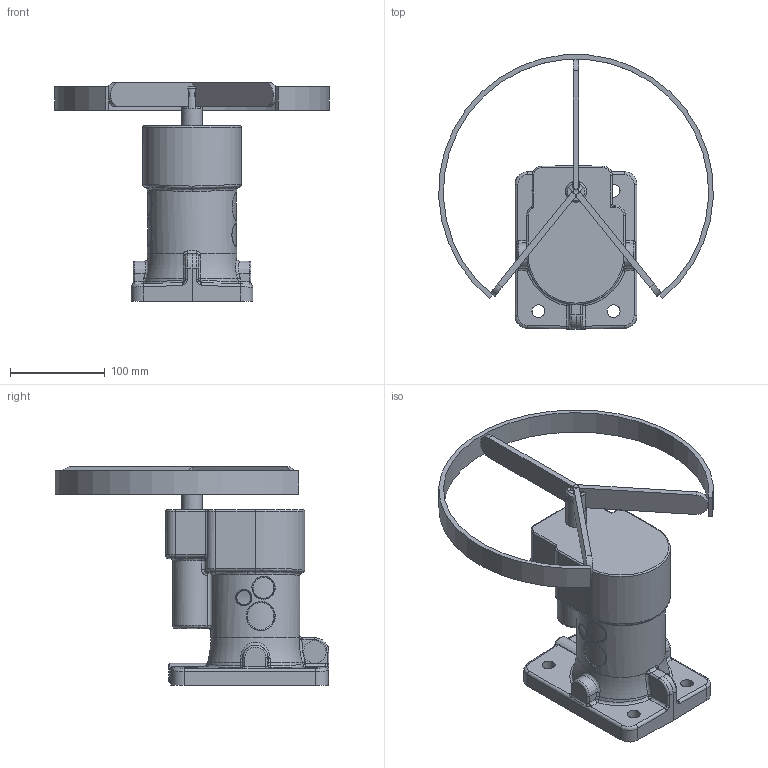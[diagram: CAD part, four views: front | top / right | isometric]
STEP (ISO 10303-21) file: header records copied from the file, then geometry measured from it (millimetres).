
FILE_DESCRIPTION(/* description */ (''),/* implementation_level */ '2;1');
FILE_NAME(/* name */ 'AS JI RS3210_SLD with HandleSwing Ring.stp',/* time_stamp */ '2023-03-13T08:04:44+10:00',/* author */ ('a.tao491'),/* organization */ (''),/* preprocessor_version */ 'ST-DEVELOPER v16.5',/* originating_system */ 'Autodesk Inventor 2017',/* authorisation */ '');
FILE_SCHEMA (('AUTOMOTIVE_DESIGN { 1 0 10303 214 3 1 1 }'));
Length unit declared in the file: millimetre
Products named in the file (7): AS JI RS3210_SLD with HandleSwing Ring; 2749_SLD; AS JI RS2405_SLD; 1550; 1535; 1581; AS JI HandleSwing Ring
Assembly tree (8 placements, depth 3):
  AS JI RS3210_SLD with HandleSwing Ring
    2749_SLD
    AS JI RS2405_SLD  x3
      1550
      1535
      1581
    AS JI HandleSwing Ring
Bounding box: 289.75 x 289.18 x 230.5 mm (x, y, z)
Volume: 2216656.5 mm3; surface area: 214686.4 mm2
Topology: 11 solids, 11 shells, 320 faces, 763 edges, 466 vertices
Faces by surface type: cylinder 101, bspline 90, plane 89, cone 20, torus 11, sphere 9
Full cylindrical faces by diameter (mm): 6 x6, 7 x3, 13.5 x4, 22 x3, 94.1 x1
Entity records: 11389 total; most frequent: CARTESIAN_POINT 5259, ORIENTED_EDGE 1194, DIRECTION 1177, EDGE_CURVE 597, AXIS2_PLACEMENT_3D 489, VERTEX_POINT 363, EDGE_LOOP 298, FACE_OUTER_BOUND 264
